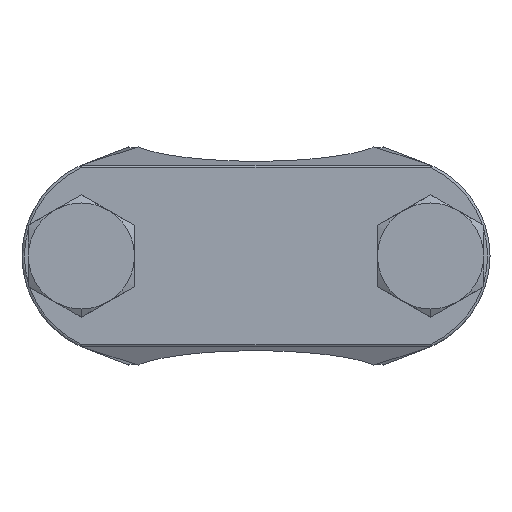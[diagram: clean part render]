
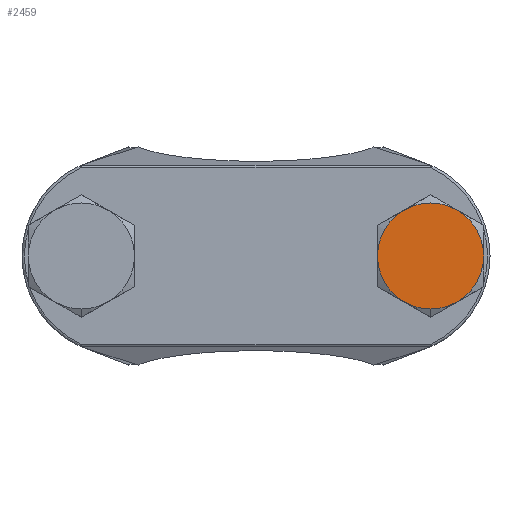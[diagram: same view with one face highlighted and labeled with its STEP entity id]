
A CAD part, front view. The second image highlights one B-rep face of the part: STEP entity #2459.
In plain terms, the highlighted planar face has unit normal (0, -1, 0).
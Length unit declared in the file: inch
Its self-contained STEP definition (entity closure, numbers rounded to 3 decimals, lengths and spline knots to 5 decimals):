
#20 = DIRECTION ( 'NONE',  ( 0., 0., -1. ) ) ;
#59 = DIRECTION ( 'NONE',  ( 0., -1., 0. ) ) ;
#128 = EDGE_LOOP ( 'NONE', ( #2676, #2999, #2961, #1241, #3132, #2036, #910 ) ) ;
#211 = CIRCLE ( 'NONE', #2178, 0.21875 ) ;
#280 = FACE_OUTER_BOUND ( 'NONE', #128, .T. ) ;
#283 = DIRECTION ( 'NONE',  ( 0., -1., 0. ) ) ;
#365 = VERTEX_POINT ( 'NONE', #3006 ) ;
#433 = CARTESIAN_POINT ( 'NONE',  ( 0.61062, -0.2763, -0.18944 ) ) ;
#479 = DIRECTION ( 'NONE',  ( 0., -1., 0. ) ) ;
#577 = VERTEX_POINT ( 'NONE', #433 ) ;
#591 = CARTESIAN_POINT ( 'NONE',  ( 0.72, -0.2763, -0.21875 ) ) ;
#652 = DIRECTION ( 'NONE',  ( 0., 0., -1. ) ) ;
#685 = VERTEX_POINT ( 'NONE', #2177 ) ;
#706 = DIRECTION ( 'NONE',  ( 0., 0., -1. ) ) ;
#720 = CARTESIAN_POINT ( 'NONE',  ( 0.72, -0.2763, 0. ) ) ;
#778 = DIRECTION ( 'NONE',  ( 0., 0., -1. ) ) ;
#821 = AXIS2_PLACEMENT_3D ( 'NONE', #3023, #283, #20 ) ;
#884 = DIRECTION ( 'NONE',  ( 0., 0., -1. ) ) ;
#901 = DIRECTION ( 'NONE',  ( 0., 0., -1. ) ) ;
#910 = ORIENTED_EDGE ( 'NONE', *, *, #3550, .T. ) ;
#938 = CIRCLE ( 'NONE', #2433, 0.21875 ) ;
#1081 = CIRCLE ( 'NONE', #821, 0.21875 ) ;
#1117 = AXIS2_PLACEMENT_3D ( 'NONE', #1932, #1300, #706 ) ;
#1138 = DIRECTION ( 'NONE',  ( 0., -1., 0. ) ) ;
#1187 = EDGE_CURVE ( 'NONE', #3793, #685, #1961, .T. ) ;
#1241 = ORIENTED_EDGE ( 'NONE', *, *, #3286, .T. ) ;
#1300 = DIRECTION ( 'NONE',  ( 0., -1., 0. ) ) ;
#1474 = DIRECTION ( 'NONE',  ( 0., -1., 0. ) ) ;
#1541 = AXIS2_PLACEMENT_3D ( 'NONE', #2649, #479, #778 ) ;
#1554 = DIRECTION ( 'NONE',  ( 0., -1., 0. ) ) ;
#1618 = AXIS2_PLACEMENT_3D ( 'NONE', #2067, #1474, #901 ) ;
#1645 = DIRECTION ( 'NONE',  ( 0., 0., -1. ) ) ;
#1664 = CIRCLE ( 'NONE', #1541, 0.21875 ) ;
#1780 = CARTESIAN_POINT ( 'NONE',  ( 0.93875, -0.2763, 0. ) ) ;
#1815 = CIRCLE ( 'NONE', #1618, 0.21875 ) ;
#1847 = VERTEX_POINT ( 'NONE', #2870 ) ;
#1932 = CARTESIAN_POINT ( 'NONE',  ( 0., -0.2763, 0. ) ) ;
#1961 = CIRCLE ( 'NONE', #3722, 0.21875 ) ;
#2036 = ORIENTED_EDGE ( 'NONE', *, *, #2549, .T. ) ;
#2067 = CARTESIAN_POINT ( 'NONE',  ( 0.72, -0.2763, 0. ) ) ;
#2121 = EDGE_CURVE ( 'NONE', #3199, #365, #211, .T. ) ;
#2155 = DIRECTION ( 'NONE',  ( 0., 0., -1. ) ) ;
#2162 = CARTESIAN_POINT ( 'NONE',  ( 0.82938, -0.2763, 0.18944 ) ) ;
#2177 = CARTESIAN_POINT ( 'NONE',  ( 0.82938, -0.2763, -0.18944 ) ) ;
#2178 = AXIS2_PLACEMENT_3D ( 'NONE', #720, #2318, #1645 ) ;
#2195 = PLANE ( 'NONE',  #1117 ) ;
#2318 = DIRECTION ( 'NONE',  ( 0., -1., 0. ) ) ;
#2433 = AXIS2_PLACEMENT_3D ( 'NONE', #3745, #59, #652 ) ;
#2459 = ADVANCED_FACE ( 'NONE', ( #280 ), #2195, .T. ) ;
#2549 = EDGE_CURVE ( 'NONE', #365, #1847, #1815, .T. ) ;
#2649 = CARTESIAN_POINT ( 'NONE',  ( 0.72, -0.2763, 0. ) ) ;
#2665 = EDGE_CURVE ( 'NONE', #685, #3701, #3775, .T. ) ;
#2676 = ORIENTED_EDGE ( 'NONE', *, *, #3139, .T. ) ;
#2870 = CARTESIAN_POINT ( 'NONE',  ( 0.50125, -0.2763, 0. ) ) ;
#2961 = ORIENTED_EDGE ( 'NONE', *, *, #2665, .T. ) ;
#2999 = ORIENTED_EDGE ( 'NONE', *, *, #1187, .T. ) ;
#3002 = CARTESIAN_POINT ( 'NONE',  ( 0.72, -0.2763, 0. ) ) ;
#3006 = CARTESIAN_POINT ( 'NONE',  ( 0.61062, -0.2763, 0.18944 ) ) ;
#3023 = CARTESIAN_POINT ( 'NONE',  ( 0.72, -0.2763, 0. ) ) ;
#3132 = ORIENTED_EDGE ( 'NONE', *, *, #2121, .T. ) ;
#3139 = EDGE_CURVE ( 'NONE', #577, #3793, #1081, .T. ) ;
#3199 = VERTEX_POINT ( 'NONE', #2162 ) ;
#3286 = EDGE_CURVE ( 'NONE', #3701, #3199, #938, .T. ) ;
#3550 = EDGE_CURVE ( 'NONE', #1847, #577, #1664, .T. ) ;
#3693 = CARTESIAN_POINT ( 'NONE',  ( 0.72, -0.2763, 0. ) ) ;
#3701 = VERTEX_POINT ( 'NONE', #1780 ) ;
#3722 = AXIS2_PLACEMENT_3D ( 'NONE', #3002, #1138, #884 ) ;
#3741 = AXIS2_PLACEMENT_3D ( 'NONE', #3693, #1554, #2155 ) ;
#3745 = CARTESIAN_POINT ( 'NONE',  ( 0.72, -0.2763, 0. ) ) ;
#3775 = CIRCLE ( 'NONE', #3741, 0.21875 ) ;
#3793 = VERTEX_POINT ( 'NONE', #591 ) ;
